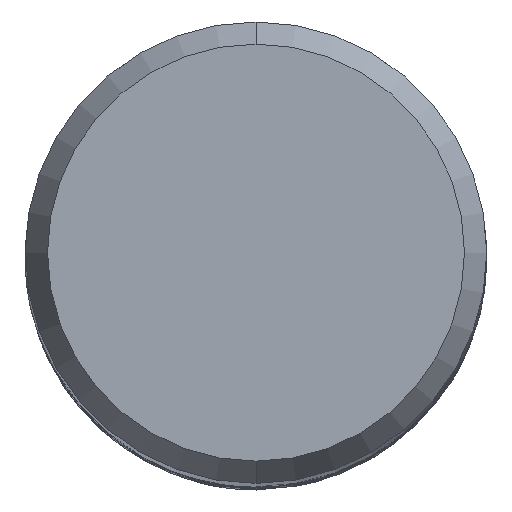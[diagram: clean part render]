
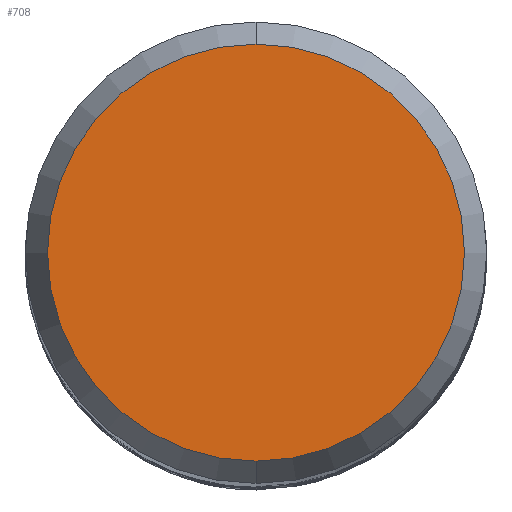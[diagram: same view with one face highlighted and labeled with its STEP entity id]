
A CAD part, top view. The second image highlights one B-rep face of the part: STEP entity #708.
In plain terms, the highlighted planar face has unit normal (0, 0, 1).
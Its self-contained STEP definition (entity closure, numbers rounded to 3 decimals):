
#708=ADVANCED_FACE('',(#1845),#1846,.T.);
#732=EDGE_CURVE('',#1020,#1364,#1873,.T.);
#1020=VERTEX_POINT('',#2187);
#1364=VERTEX_POINT('',#2560);
#1656=EDGE_CURVE('',#1364,#1020,#2877,.T.);
#1845=FACE_OUTER_BOUND('',#4984,.T.);
#1846=PLANE('',#4985);
#1873=CIRCLE('',#5318,5.423);
#2187=CARTESIAN_POINT('',(0.0,5.423,0.0));
#2560=CARTESIAN_POINT('',(0.,-5.423,0.0));
#2877=CIRCLE('',#15370,5.423);
#4984=EDGE_LOOP('',(#17118,#17119));
#4985=AXIS2_PLACEMENT_3D('',#17120,#17121,#17122);
#5318=AXIS2_PLACEMENT_3D('',#17167,#17168,#17169);
#15370=AXIS2_PLACEMENT_3D('',#18233,#18234,#18235);
#17118=ORIENTED_EDGE('',*,*,#732,.F.);
#17119=ORIENTED_EDGE('',*,*,#1656,.F.);
#17120=CARTESIAN_POINT('',(0.0,2.711,0.0));
#17121=DIRECTION('',(-0.0,0.0,1.0));
#17122=DIRECTION('',(0.0,-1.0,0.0));
#17167=CARTESIAN_POINT('',(0.0,0.0,0.0));
#17168=DIRECTION('',(0.0,0.0,-1.0));
#17169=DIRECTION('',(0.0,1.0,0.0));
#18233=CARTESIAN_POINT('',(0.0,0.0,0.0));
#18234=DIRECTION('',(0.0,0.0,-1.0));
#18235=DIRECTION('',(0.0,1.0,0.0));
